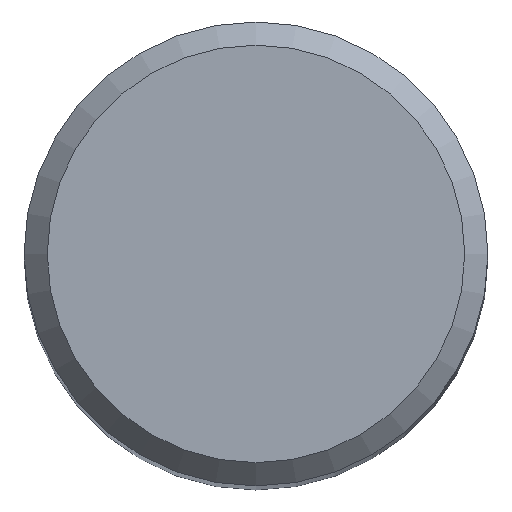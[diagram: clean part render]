
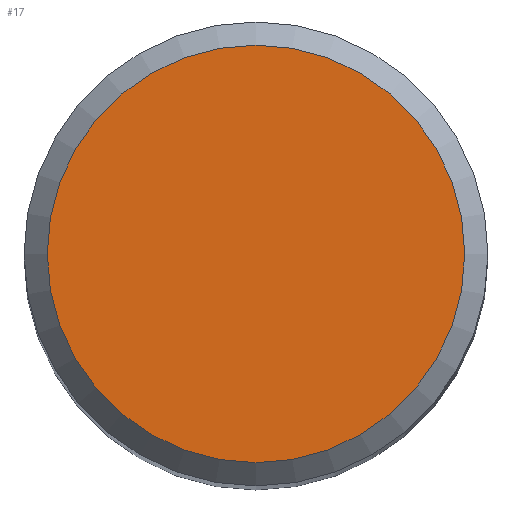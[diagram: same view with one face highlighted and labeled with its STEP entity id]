
A CAD part, top view. The second image highlights one B-rep face of the part: STEP entity #17.
In plain terms, the highlighted planar face has unit normal (0, 0, 1).
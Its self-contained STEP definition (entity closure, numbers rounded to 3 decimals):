
#4 = PLANE ( 'NONE',  #123 ) ;
#8 = DIRECTION ( 'NONE',  ( 0., 1., 0. ) ) ;
#9 = CIRCLE ( 'NONE', #130, 4.5 ) ;
#13 = VERTEX_POINT ( 'NONE', #137 ) ;
#17 = ADVANCED_FACE ( 'NONE', ( #66 ), #4, .F. ) ;
#66 = FACE_OUTER_BOUND ( 'NONE', #103, .T. ) ;
#84 = DIRECTION ( 'NONE',  ( 0., 0., -1. ) ) ;
#103 = EDGE_LOOP ( 'NONE', ( #154 ) ) ;
#123 = AXIS2_PLACEMENT_3D ( 'NONE', #176, #214, #8 ) ;
#128 = EDGE_CURVE ( 'NONE', #13, #13, #9, .T. ) ;
#130 = AXIS2_PLACEMENT_3D ( 'NONE', #179, #84, #184 ) ;
#137 = CARTESIAN_POINT ( 'NONE',  ( 0., 4.5, 72. ) ) ;
#154 = ORIENTED_EDGE ( 'NONE', *, *, #128, .F. ) ;
#176 = CARTESIAN_POINT ( 'NONE',  ( 0., 0., 72. ) ) ;
#179 = CARTESIAN_POINT ( 'NONE',  ( 0., 0., 72. ) ) ;
#184 = DIRECTION ( 'NONE',  ( 0., 1., 0. ) ) ;
#214 = DIRECTION ( 'NONE',  ( 0., 0., -1. ) ) ;
